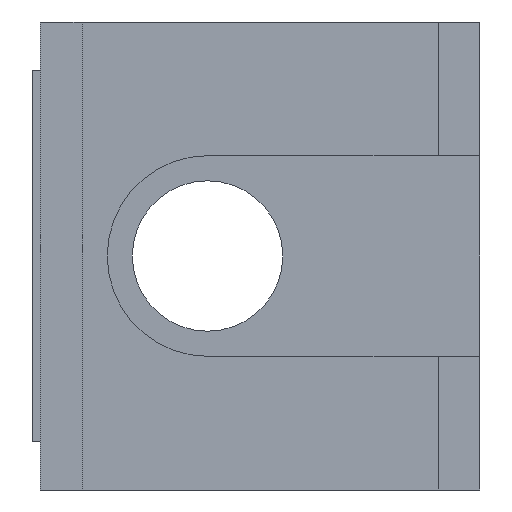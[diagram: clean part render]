
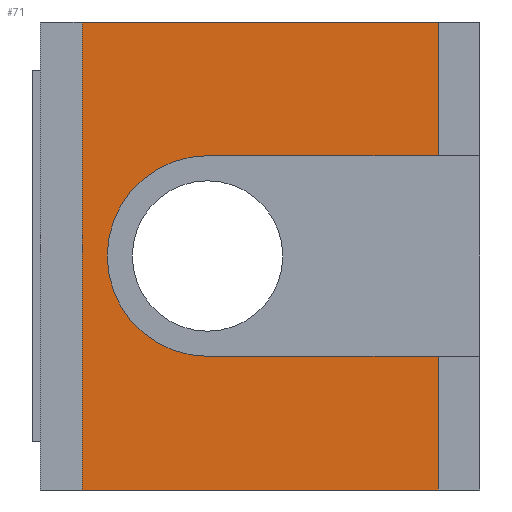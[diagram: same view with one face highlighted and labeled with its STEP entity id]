
A CAD part, left-side view. The second image highlights one B-rep face of the part: STEP entity #71.
In plain terms, the highlighted planar face has unit normal (-1, 0, 0).
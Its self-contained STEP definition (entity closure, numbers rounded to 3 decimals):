
#71=ADVANCED_FACE('',(#159),#160,.T.);
#159=FACE_OUTER_BOUND('',#261,.T.);
#160=PLANE('',#262);
#261=EDGE_LOOP('',(#400,#401,#402,#403,#404,#405,#406,#407));
#262=AXIS2_PLACEMENT_3D('',#408,#409,#410);
#400=ORIENTED_EDGE('',*,*,#652,.T.);
#401=ORIENTED_EDGE('',*,*,#654,.T.);
#402=ORIENTED_EDGE('',*,*,#655,.T.);
#403=ORIENTED_EDGE('',*,*,#656,.T.);
#404=ORIENTED_EDGE('',*,*,#657,.F.);
#405=ORIENTED_EDGE('',*,*,#658,.F.);
#406=ORIENTED_EDGE('',*,*,#659,.T.);
#407=ORIENTED_EDGE('',*,*,#660,.T.);
#408=CARTESIAN_POINT('',(-5.3,6.75,-14.0));
#409=DIRECTION('',(-1.0,-0.0,0.0));
#410=DIRECTION('',(0.0,-1.0,-0.0));
#652=EDGE_CURVE('',#777,#782,#784,.T.);
#654=EDGE_CURVE('',#782,#786,#787,.T.);
#655=EDGE_CURVE('',#786,#788,#789,.T.);
#656=EDGE_CURVE('',#788,#790,#791,.T.);
#657=EDGE_CURVE('',#792,#790,#793,.T.);
#658=EDGE_CURVE('',#794,#792,#795,.T.);
#659=EDGE_CURVE('',#794,#796,#797,.T.);
#660=EDGE_CURVE('',#796,#777,#798,.T.);
#777=VERTEX_POINT('',#955);
#782=VERTEX_POINT('',#961);
#784=CIRCLE('',#964,6.0);
#786=VERTEX_POINT('',#966);
#787=LINE('',#967,#968);
#788=VERTEX_POINT('',#969);
#789=LINE('',#970,#971);
#790=VERTEX_POINT('',#972);
#791=LINE('',#973,#974);
#792=VERTEX_POINT('',#975);
#793=LINE('',#976,#977);
#794=VERTEX_POINT('',#978);
#795=LINE('',#979,#980);
#796=VERTEX_POINT('',#981);
#797=LINE('',#982,#983);
#798=LINE('',#984,#985);
#955=CARTESIAN_POINT('',(-5.3,0.0,-6.0));
#961=CARTESIAN_POINT('',(-5.3,0.0,6.0));
#964=AXIS2_PLACEMENT_3D('',#1187,#1188,#1189);
#966=CARTESIAN_POINT('',(-5.3,-13.8,6.0));
#967=CARTESIAN_POINT('',(-5.3,-0.95,6.0));
#968=VECTOR('',#1190,1.0);
#969=CARTESIAN_POINT('',(-5.3,-13.8,14.0));
#970=CARTESIAN_POINT('',(-5.3,-13.8,-14.0));
#971=VECTOR('',#1191,1.0);
#972=CARTESIAN_POINT('',(-5.3,7.5,14.0));
#973=CARTESIAN_POINT('',(-5.3,-13.8,14.0));
#974=VECTOR('',#1192,1.0);
#975=CARTESIAN_POINT('',(-5.3,7.5,-14.0));
#976=CARTESIAN_POINT('',(-5.3,7.5,-14.0));
#977=VECTOR('',#1193,1.0);
#978=CARTESIAN_POINT('',(-5.3,-13.8,-14.0));
#979=CARTESIAN_POINT('',(-5.3,6.0,-14.0));
#980=VECTOR('',#1194,1.0);
#981=CARTESIAN_POINT('',(-5.3,-13.8,-6.0));
#982=CARTESIAN_POINT('',(-5.3,-13.8,-14.0));
#983=VECTOR('',#1195,1.0);
#984=CARTESIAN_POINT('',(-5.3,-0.95,-6.0));
#985=VECTOR('',#1196,1.0);
#1187=CARTESIAN_POINT('',(-5.3,0.0,0.0));
#1188=DIRECTION('',(1.0,0.0,0.0));
#1189=DIRECTION('',(0.0,0.0,-1.0));
#1190=DIRECTION('',(0.0,-1.0,0.0));
#1191=DIRECTION('',(0.0,0.0,1.0));
#1192=DIRECTION('',(0.0,1.0,0.0));
#1193=DIRECTION('',(0.0,0.0,1.0));
#1194=DIRECTION('',(0.0,1.0,0.0));
#1195=DIRECTION('',(0.0,0.0,1.0));
#1196=DIRECTION('',(0.0,1.0,0.0));
